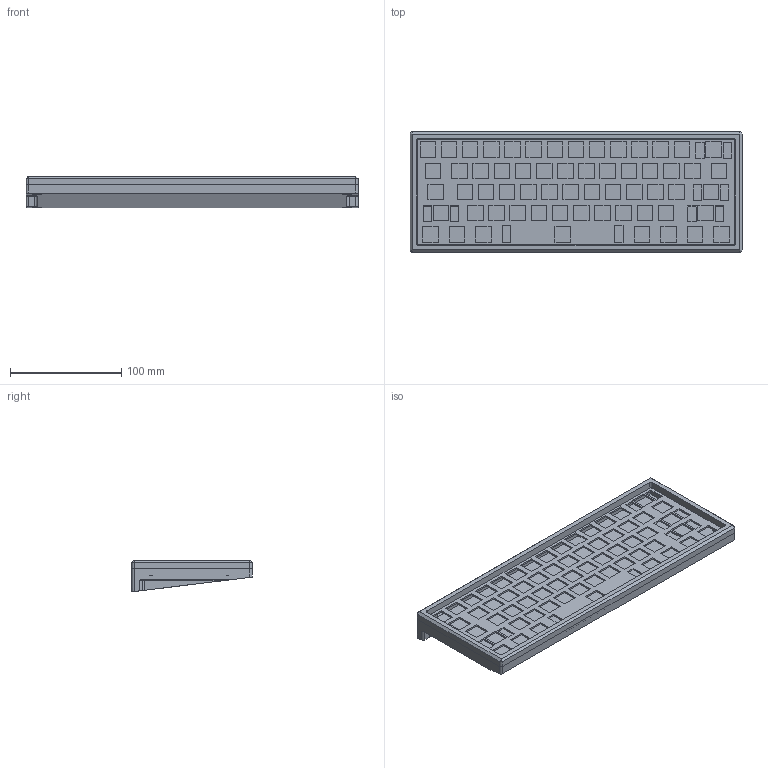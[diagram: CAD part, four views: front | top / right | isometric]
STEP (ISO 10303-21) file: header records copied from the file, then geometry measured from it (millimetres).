
FILE_DESCRIPTION(/* description */ (''),/* implementation_level */ '2;1');
FILE_NAME(/* name */ 'Anitidae60 v0.1.step',/* time_stamp */ '2022-03-06T19:52:30-05:00',/* author */ (''),/* organization */ (''),/* preprocessor_version */ 'ST-DEVELOPER v18.1',/* originating_system */ 'Autodesk Translation Framework v10.10.0.1391',/* authorisation */ '');
FILE_SCHEMA (('AUTOMOTIVE_DESIGN { 1 0 10303 214 3 1 1 }'));
Length unit declared in the file: millimetre
Products named in the file (1): Anitidae60
Bounding box: 298.7 x 108.2 x 28.47 mm (x, y, z)
Volume: 335403.2 mm3; surface area: 137522.6 mm2
Topology: 3 solids, 3 shells, 405 faces, 1136 edges, 746 vertices
Faces by surface type: plane 345, cylinder 48, torus 6, cone 4, bspline 2
Full cylindrical faces by diameter (mm): 1.623 x4, 2 x4, 6 x4, 8 x4
Entity records: 13169 total; most frequent: CARTESIAN_POINT 2310, ORIENTED_EDGE 2264, DIRECTION 2042, EDGE_CURVE 1132, LINE 1026, VECTOR 1026, VERTEX_POINT 746, EDGE_LOOP 572
